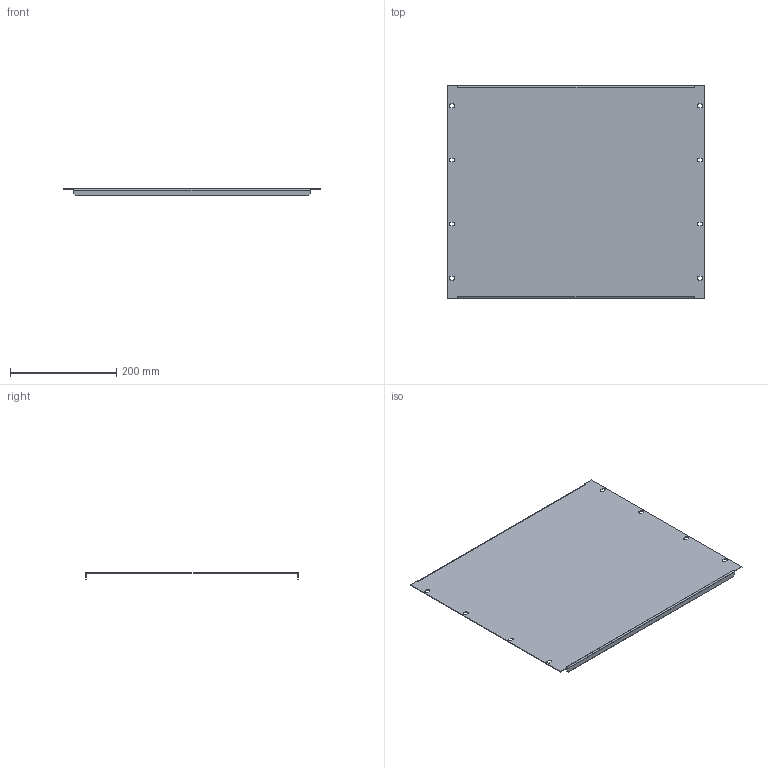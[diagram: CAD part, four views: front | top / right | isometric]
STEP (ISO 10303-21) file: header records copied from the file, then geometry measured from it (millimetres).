
FILE_DESCRIPTION(/* description */ (''),/* implementation_level */ '2;1');
FILE_NAME(/* name */ 'TCB9U.stp',/* time_stamp */ '2017-06-09T12:40:06+02:00',/* author */ (''),/* organization */ (''),/* preprocessor_version */ 'ST-DEVELOPER v15',/* originating_system */ 'SIEMENS PLM Software NX 9.0',/* authorisation */ '');
FILE_SCHEMA (('CONFIG_CONTROL_DESIGN'));
Length unit declared in the file: millimetre
Products named in the file (1): 60050082_Tapa_Ciega_19P_9U_stp
Bounding box: 482.6 x 399.25 x 12 mm (x, y, z)
Volume: 241113.4 mm3; surface area: 404300.6 mm2
Topology: 1 solids, 1 shells, 62 faces, 176 edges, 116 vertices
Faces by surface type: plane 42, cylinder 20
Entity records: 2128 total; most frequent: CARTESIAN_POINT 355, ORIENTED_EDGE 352, DIRECTION 346, EDGE_CURVE 176, LINE 132, VECTOR 132, VERTEX_POINT 116, AXIS2_PLACEMENT_3D 107
